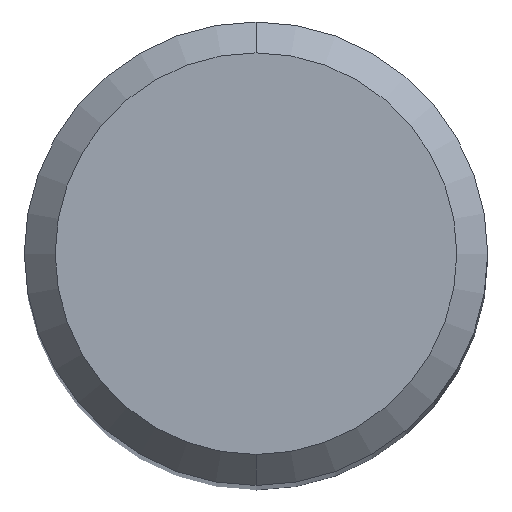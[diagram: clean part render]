
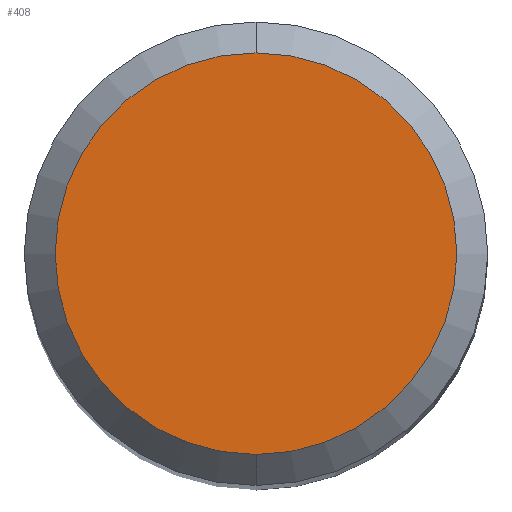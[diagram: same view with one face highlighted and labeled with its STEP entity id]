
A CAD part, top view. The second image highlights one B-rep face of the part: STEP entity #408.
In plain terms, the highlighted planar face has unit normal (0, 0, 1).
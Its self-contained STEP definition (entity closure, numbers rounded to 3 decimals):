
#286=VERTEX_POINT('',#589);
#332=EDGE_CURVE('',#440,#286,#643,.T.);
#390=EDGE_CURVE('',#286,#440,#707,.T.);
#408=ADVANCED_FACE('',(#726),#727,.T.);
#440=VERTEX_POINT('',#762);
#589=CARTESIAN_POINT('',(0.0,2.6,0.0));
#643=CIRCLE('',#1160,2.6);
#707=CIRCLE('',#1295,2.6);
#726=FACE_OUTER_BOUND('',#1333,.T.);
#727=PLANE('',#1334);
#762=CARTESIAN_POINT('',(0.,-2.6,0.0));
#1160=AXIS2_PLACEMENT_3D('',#1600,#1601,#1602);
#1295=AXIS2_PLACEMENT_3D('',#1672,#1673,#1674);
#1333=EDGE_LOOP('',(#1688,#1689));
#1334=AXIS2_PLACEMENT_3D('',#1690,#1691,#1692);
#1600=CARTESIAN_POINT('',(0.0,0.0,0.0));
#1601=DIRECTION('',(0.0,0.0,-1.0));
#1602=DIRECTION('',(0.0,1.0,0.0));
#1672=CARTESIAN_POINT('',(0.0,0.0,0.0));
#1673=DIRECTION('',(0.0,0.0,-1.0));
#1674=DIRECTION('',(0.0,1.0,0.0));
#1688=ORIENTED_EDGE('',*,*,#390,.F.);
#1689=ORIENTED_EDGE('',*,*,#332,.F.);
#1690=CARTESIAN_POINT('',(0.0,1.3,0.0));
#1691=DIRECTION('',(-0.0,0.0,1.0));
#1692=DIRECTION('',(0.0,-1.0,0.0));
